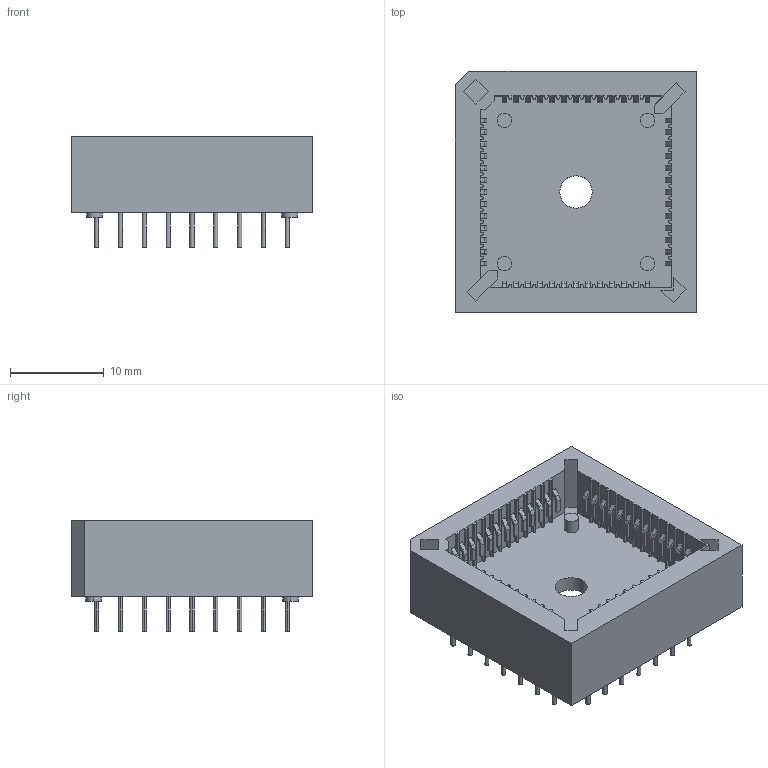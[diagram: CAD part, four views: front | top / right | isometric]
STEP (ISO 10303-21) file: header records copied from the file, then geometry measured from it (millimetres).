
FILE_DESCRIPTION(('STEP AP203'),'1');
FILE_NAME('70042920.stp','2019-10-29T00:15:24',('TraceParts'),('TraceParts S.A.'),'Spatial InterOp 3D',' ',' ');
FILE_SCHEMA(('CONFIG_CONTROL_DESIGN'));
Length unit declared in the file: millimetre
Products named in the file (1): 1
Bounding box: 25.72 x 25.72 x 11.75 mm (x, y, z)
Volume: 3041 mm3; surface area: 3391.9 mm2
Topology: 1 solids, 1 shells, 981 faces, 2589 edges, 1726 vertices
Faces by surface type: plane 659, cylinder 322
Entity records: 30355 total; most frequent: CARTESIAN_POINT 5297, DIRECTION 5197, ORIENTED_EDGE 5178, EDGE_CURVE 2589, LINE 1945, VECTOR 1945, VERTEX_POINT 1726, AXIS2_PLACEMENT_3D 1626
